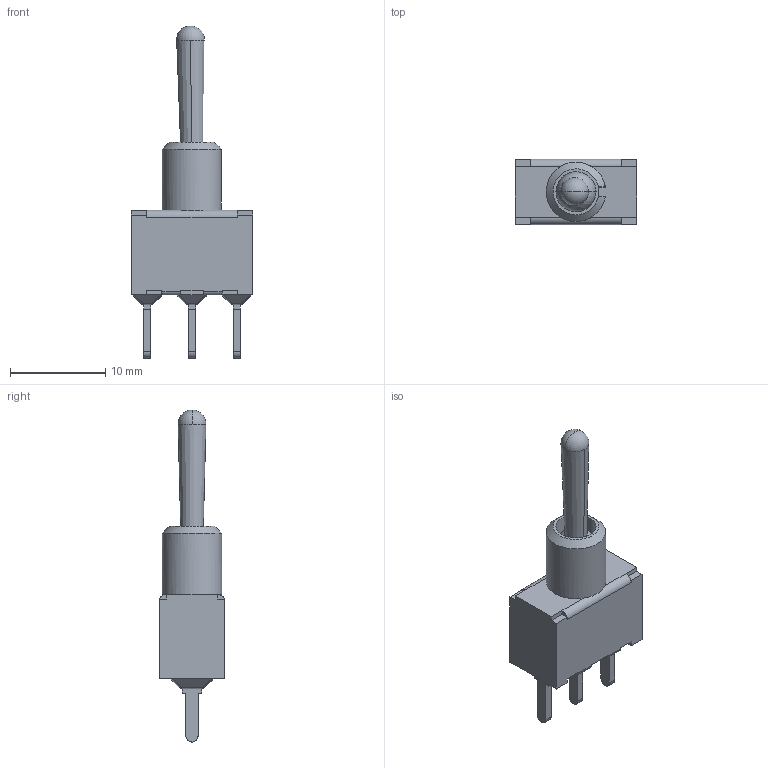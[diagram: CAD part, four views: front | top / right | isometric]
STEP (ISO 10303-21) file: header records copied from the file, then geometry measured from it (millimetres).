
FILE_DESCRIPTION (( 'STEP AP214' ), '1' );
FILE_NAME ('100SPxT1B4M2xE.STEP', '2020-03-09T15:19:11', ( '' ), ( '' ), 'SwSTEP 2.0', 'SolidWorks 2019', '' );
FILE_SCHEMA (( 'AUTOMOTIVE_DESIGN' ));
Length unit declared in the file: centimetre
Products named in the file (1): 100SPxT1B4M2xE
Bounding box: 12.7 x 6.86 x 34.78 mm (x, y, z)
Volume: 1024.6 mm3; surface area: 1082.8 mm2
Topology: 1 solids, 5 shells, 205 faces, 524 edges, 325 vertices
Faces by surface type: plane 142, cylinder 42, sphere 14, cone 5, torus 2
Entity records: 7620 total; most frequent: CARTESIAN_POINT 2924, ORIENTED_EDGE 1014, EDGE_CURVE 507, B_SPLINE_CURVE_WITH_KNOTS 495, DIRECTION 428, VERTEX_POINT 322, EDGE_LOOP 215, AXIS2_PLACEMENT_3D 210
